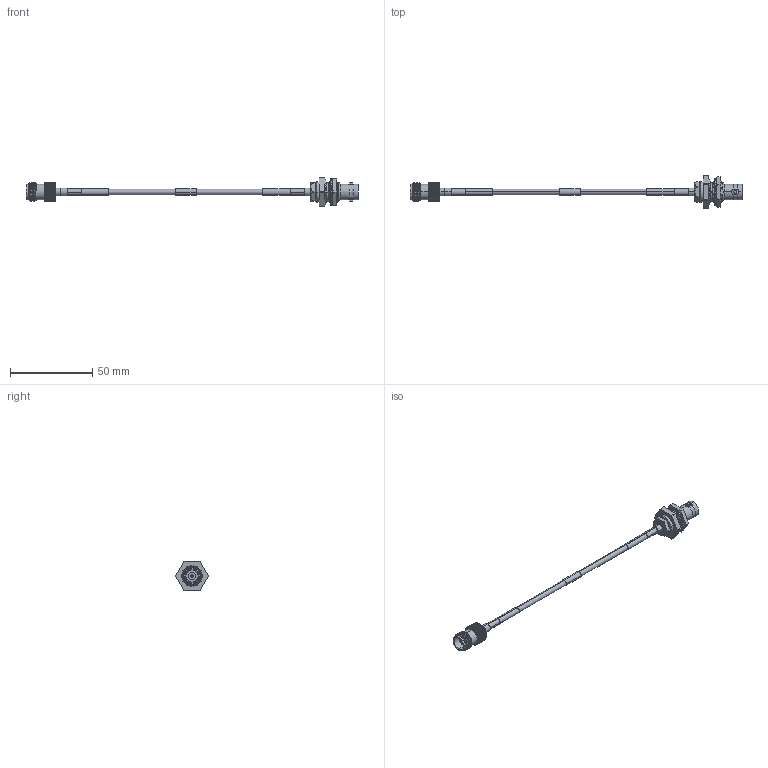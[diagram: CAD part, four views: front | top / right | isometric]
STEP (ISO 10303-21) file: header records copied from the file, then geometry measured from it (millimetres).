
FILE_DESCRIPTION (( 'STEP AP214' ), '1' );
FILE_NAME ('LCCA30530_3D.STEP', '2020-05-11T20:53:43', ( '' ), ( '' ), 'SwSTEP 2.0', 'SolidWorks 2018', '' );
FILE_SCHEMA (( 'AUTOMOTIVE_DESIGN' ));
Length unit declared in the file: inch
Products named in the file (6): LCCN3065; LCCA30530_3D; LC141TBJ-PROD; LC141TBJ (141 Formable with HeatShrink); 1AW01-003_.152 ID; LCCN3067
Assembly tree (7 placements, depth 3):
  LCCA30530_3D
    LC141TBJ-PROD
      LC141TBJ (141 Formable with HeatShrink)
      1AW01-003_.152 ID  x3
    LCCN3067
    LCCN3065
Bounding box: 202.29 x 19.93 x 17.5 mm (x, y, z)
Volume: 5950.3 mm3; surface area: 8644.2 mm2
Topology: 11 solids, 11 shells, 2015 faces, 4478 edges, 2509 vertices
Faces by surface type: bspline 1353, cylinder 476, plane 119, cone 65, torus 2
Entity records: 80509 total; most frequent: CARTESIAN_POINT 50536, ORIENTED_EDGE 8908, EDGE_CURVE 4454, DIRECTION 2551, VERTEX_POINT 2493, EDGE_LOOP 2039, FACE_OUTER_BOUND 2003, ADVANCED_FACE 2003
